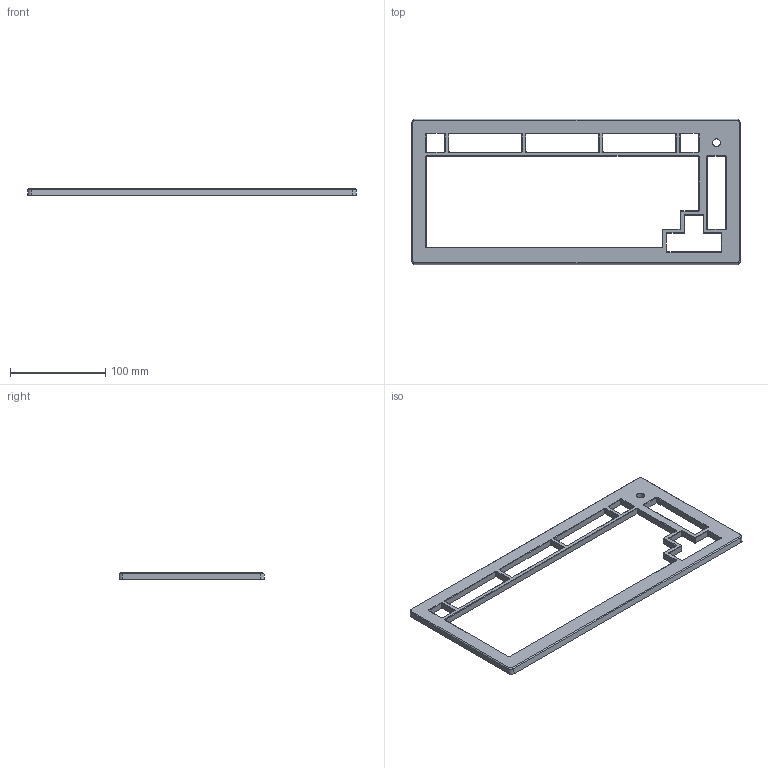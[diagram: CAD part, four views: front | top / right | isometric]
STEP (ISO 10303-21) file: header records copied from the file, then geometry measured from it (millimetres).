
FILE_DESCRIPTION(/* description */ (''),/* implementation_level */ '2;1');
FILE_NAME(/* name */ 'Top.step',/* time_stamp */ '2025-06-09T00:25:21+05:30',/* author */ (''),/* organization */ (''),/* preprocessor_version */ 'ST-DEVELOPER v20.1',/* originating_system */ 'Autodesk Translation Framework v14.10.0.0',/* authorisation */ '');
FILE_SCHEMA (('AUTOMOTIVE_DESIGN { 1 0 10303 214 3 1 1 }','INTEGRATED_CNC_SCHEMA'));
Length unit declared in the file: millimetre
Products named in the file (1): Top
Bounding box: 344.85 x 153.08 x 7 mm (x, y, z)
Volume: 125060 mm3; surface area: 55540.7 mm2
Topology: 1 solids, 1 shells, 199 faces, 479 edges, 288 vertices
Faces by surface type: plane 96, cylinder 51, cone 48, bspline 4
Full cylindrical faces by diameter (mm): 4 x6, 8 x1
Entity records: 5833 total; most frequent: CARTESIAN_POINT 1063, DIRECTION 1011, ORIENTED_EDGE 958, EDGE_CURVE 479, AXIS2_PLACEMENT_3D 344, LINE 323, VECTOR 323, VERTEX_POINT 288
